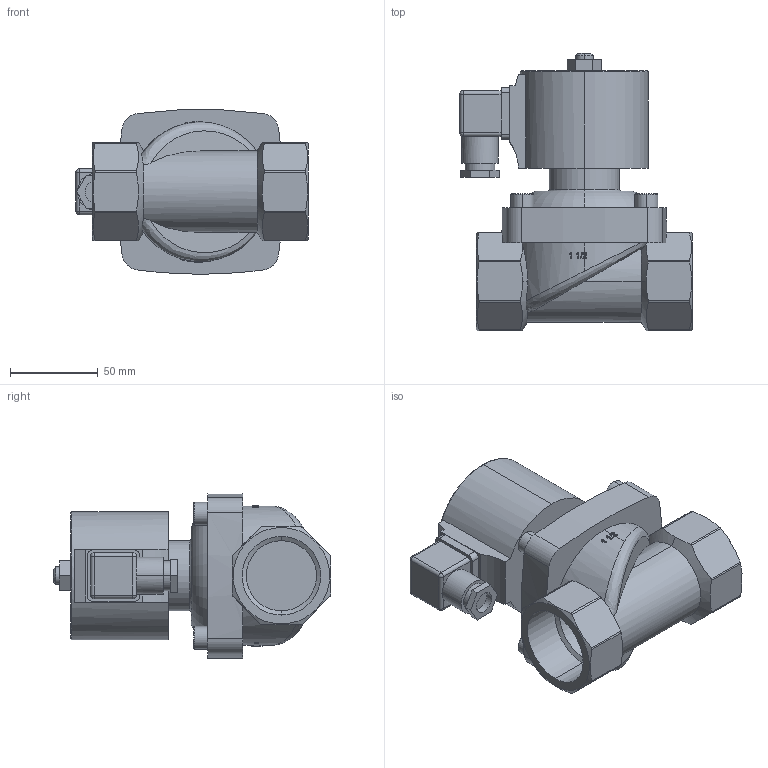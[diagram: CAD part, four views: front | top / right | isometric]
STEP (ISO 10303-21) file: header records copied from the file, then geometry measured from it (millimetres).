
FILE_DESCRIPTION (( 'STEP AP203' ), '1' );
FILE_NAME ('242 DN40.STEP', '2016-12-21T10:13:37', ( '' ), ( '' ), 'SwSTEP 2.0', 'SolidWorks 2015', '' );
FILE_SCHEMA (( 'CONFIG_CONTROL_DESIGN' ));
Length unit declared in the file: millimetre
Products named in the file (1): 242 DN40
Bounding box: 132.5 x 158 x 93.73 mm (x, y, z)
Volume: 684905.5 mm3; surface area: 80622.8 mm2
Topology: 1 solids, 1 shells, 229 faces, 584 edges, 373 vertices
Faces by surface type: plane 86, cylinder 85, bspline 20, torus 18, cone 16, sphere 4
Entity records: 9591 total; most frequent: CARTESIAN_POINT 4171, ORIENTED_EDGE 1160, DIRECTION 1065, EDGE_CURVE 580, AXIS2_PLACEMENT_3D 423, VERTEX_POINT 373, EDGE_LOOP 249, ADVANCED_FACE 229
